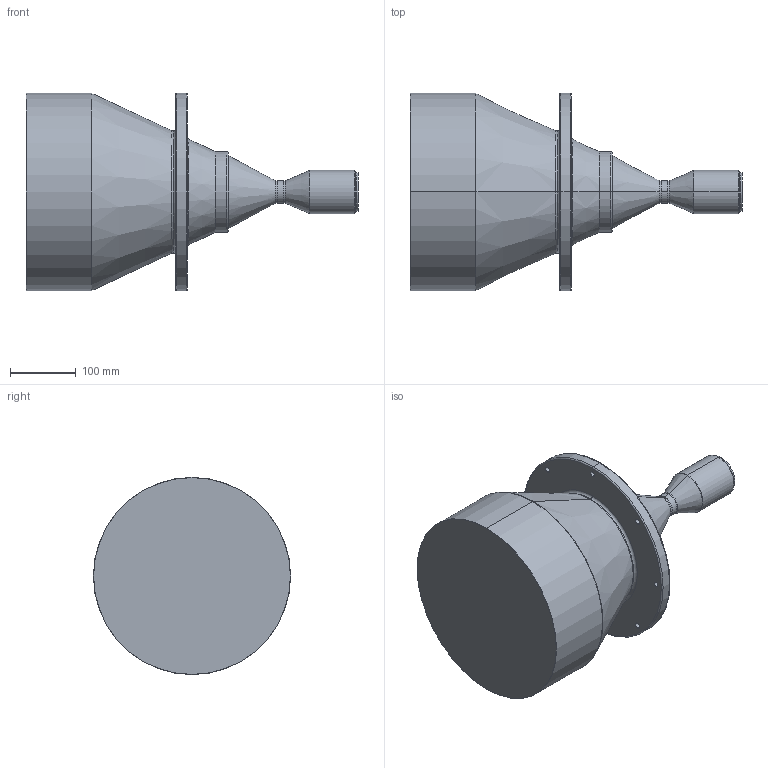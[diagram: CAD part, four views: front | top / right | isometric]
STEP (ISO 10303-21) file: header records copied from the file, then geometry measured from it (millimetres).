
FILE_DESCRIPTION (( 'STEP AP203' ), '1' );
FILE_NAME ('DTCM175-258-M58-AL.STEP', '2019-11-21T03:59:06', ( 'Windows 蚚誧' ), ( '' ), 'SwSTEP 2.0', 'SolidWorks 2017', '' );
FILE_SCHEMA (( 'CONFIG_CONTROL_DESIGN' ));
Length unit declared in the file: millimetre
Products named in the file (1): DTCM175-258-M58-AL
Bounding box: 505.2 x 300 x 300 mm (x, y, z)
Volume: 15827996.5 mm3; surface area: 457121.7 mm2
Topology: 1 solids, 1 shells, 73 faces, 160 edges, 96 vertices
Faces by surface type: cylinder 34, torus 18, cone 12, plane 9
Entity records: 2141 total; most frequent: DIRECTION 422, CARTESIAN_POINT 330, ORIENTED_EDGE 320, AXIS2_PLACEMENT_3D 188, EDGE_CURVE 160, CIRCLE 114, VERTEX_POINT 96, EDGE_LOOP 96
